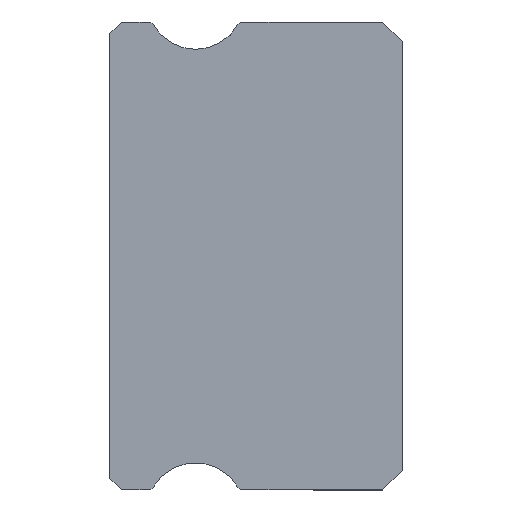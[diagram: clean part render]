
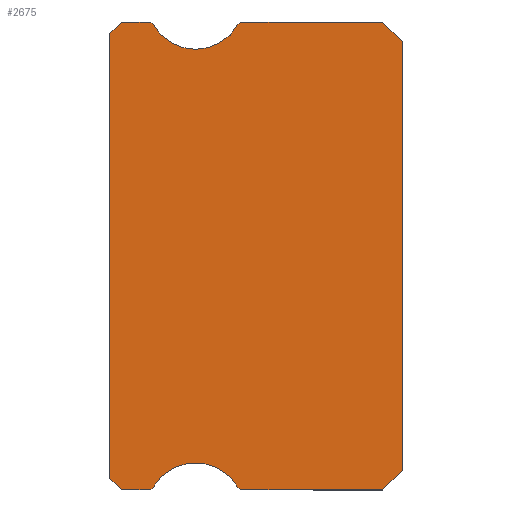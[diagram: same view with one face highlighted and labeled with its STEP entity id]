
A CAD part, left-side view. The second image highlights one B-rep face of the part: STEP entity #2675.
In plain terms, the highlighted planar face has unit normal (-1, 0, 0).
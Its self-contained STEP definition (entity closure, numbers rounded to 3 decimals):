
#42 = CARTESIAN_POINT ( 'NONE',  ( -10., 6.383, 5.925 ) ) ;
#77 = CARTESIAN_POINT ( 'NONE',  ( -10., 7.2, -6. ) ) ;
#84 = ORIENTED_EDGE ( 'NONE', *, *, #96, .F. ) ;
#89 = VERTEX_POINT ( 'NONE', #4904 ) ;
#96 = EDGE_CURVE ( 'NONE', #1424, #2288, #5968, .T. ) ;
#199 = VECTOR ( 'NONE', #1954, 1000. ) ;
#216 = DIRECTION ( 'NONE',  ( 0., 0., -1. ) ) ;
#252 = VERTEX_POINT ( 'NONE', #5039 ) ;
#262 = AXIS2_PLACEMENT_3D ( 'NONE', #1966, #1440, #216 ) ;
#294 = CARTESIAN_POINT ( 'NONE',  ( -10., 4.088, 5.85 ) ) ;
#431 = ORIENTED_EDGE ( 'NONE', *, *, #1273, .T. ) ;
#475 = EDGE_CURVE ( 'NONE', #2303, #479, #6367, .T. ) ;
#479 = VERTEX_POINT ( 'NONE', #1684 ) ;
#593 = EDGE_CURVE ( 'NONE', #89, #2303, #2405, .T. ) ;
#660 = CARTESIAN_POINT ( 'NONE',  ( -10., 6.512, -6. ) ) ;
#695 = DIRECTION ( 'NONE',  ( 0., -0.707, -0.707 ) ) ;
#700 = ORIENTED_EDGE ( 'NONE', *, *, #4847, .F. ) ;
#779 = CARTESIAN_POINT ( 'NONE',  ( -10., 7.2, -6. ) ) ;
#838 = CARTESIAN_POINT ( 'NONE',  ( -10., 7.2, 6. ) ) ;
#851 = LINE ( 'NONE', #2988, #1460 ) ;
#964 = LINE ( 'NONE', #2989, #199 ) ;
#965 = LINE ( 'NONE', #3102, #4494 ) ;
#1025 = LINE ( 'NONE', #6350, #4913 ) ;
#1076 = CARTESIAN_POINT ( 'NONE',  ( -10., 6.512, 6. ) ) ;
#1186 = EDGE_CURVE ( 'NONE', #5764, #479, #5482, .T. ) ;
#1273 = EDGE_CURVE ( 'NONE', #4231, #5764, #6693, .T. ) ;
#1321 = DIRECTION ( 'NONE',  ( -1., 0., 0. ) ) ;
#1328 = DIRECTION ( 'NONE',  ( 1., 0., 0. ) ) ;
#1395 = CIRCLE ( 'NONE', #6797, 1.25 ) ;
#1424 = VERTEX_POINT ( 'NONE', #2976 ) ;
#1440 = DIRECTION ( 'NONE',  ( -1., 0., 0. ) ) ;
#1453 = CARTESIAN_POINT ( 'NONE',  ( -10., 5.3, 5.3 ) ) ;
#1460 = VECTOR ( 'NONE', #6326, 1000. ) ;
#1481 = CIRCLE ( 'NONE', #4047, 0.15 ) ;
#1489 = DIRECTION ( 'NONE',  ( 0., 0., -1. ) ) ;
#1490 = VERTEX_POINT ( 'NONE', #2108 ) ;
#1549 = CARTESIAN_POINT ( 'NONE',  ( -10., 7.5, -5.7 ) ) ;
#1684 = CARTESIAN_POINT ( 'NONE',  ( -10., 6.512, -6. ) ) ;
#1749 = CARTESIAN_POINT ( 'NONE',  ( -10., 6.512, -5.85 ) ) ;
#1826 = CARTESIAN_POINT ( 'NONE',  ( -10., 7.2, 6. ) ) ;
#1843 = VERTEX_POINT ( 'NONE', #6017 ) ;
#1954 = DIRECTION ( 'NONE',  ( 0., 0., 1. ) ) ;
#1966 = CARTESIAN_POINT ( 'NONE',  ( -10., 5.3, -6.55 ) ) ;
#2006 = DIRECTION ( 'NONE',  ( -1., 0., 0. ) ) ;
#2022 = EDGE_CURVE ( 'NONE', #2811, #3645, #2522, .T. ) ;
#2108 = CARTESIAN_POINT ( 'NONE',  ( -10., 4.088, 6. ) ) ;
#2221 = EDGE_CURVE ( 'NONE', #1843, #252, #851, .T. ) ;
#2276 = EDGE_CURVE ( 'NONE', #2407, #5641, #3243, .T. ) ;
#2288 = VERTEX_POINT ( 'NONE', #4153 ) ;
#2303 = VERTEX_POINT ( 'NONE', #4720 ) ;
#2387 = ORIENTED_EDGE ( 'NONE', *, *, #5540, .T. ) ;
#2405 = CIRCLE ( 'NONE', #262, 1.25 ) ;
#2407 = VERTEX_POINT ( 'NONE', #42 ) ;
#2461 = EDGE_LOOP ( 'NONE', ( #2387, #4742, #431, #3765, #4874, #6834, #2664, #84, #6625, #6036, #4658, #6029, #700, #3454, #6193, #5052, #5772 ) ) ;
#2491 = VERTEX_POINT ( 'NONE', #4107 ) ;
#2518 = PLANE ( 'NONE',  #3015 ) ;
#2522 = LINE ( 'NONE', #838, #4907 ) ;
#2593 = CIRCLE ( 'NONE', #5631, 0.15 ) ;
#2664 = ORIENTED_EDGE ( 'NONE', *, *, #4427, .F. ) ;
#2675 = ADVANCED_FACE ( 'NONE', ( #4813 ), #2518, .F. ) ;
#2688 = DIRECTION ( 'NONE',  ( 1., 0., 0. ) ) ;
#2762 = EDGE_CURVE ( 'NONE', #2811, #2407, #5049, .T. ) ;
#2789 = DIRECTION ( 'NONE',  ( 0., 0., -1. ) ) ;
#2811 = VERTEX_POINT ( 'NONE', #1076 ) ;
#2821 = DIRECTION ( 'NONE',  ( 0., 0., -1. ) ) ;
#2976 = CARTESIAN_POINT ( 'NONE',  ( -10., 0.5, -6. ) ) ;
#2988 = CARTESIAN_POINT ( 'NONE',  ( -10., 0., 5.5 ) ) ;
#2989 = CARTESIAN_POINT ( 'NONE',  ( -10., 7.5, 5.85 ) ) ;
#3015 = AXIS2_PLACEMENT_3D ( 'NONE', #3074, #3048, #1489 ) ;
#3048 = DIRECTION ( 'NONE',  ( 1., 0., 0. ) ) ;
#3074 = CARTESIAN_POINT ( 'NONE',  ( -10., 6.512, 5.85 ) ) ;
#3075 = VERTEX_POINT ( 'NONE', #5863 ) ;
#3102 = CARTESIAN_POINT ( 'NONE',  ( -10., 0.5, 6. ) ) ;
#3243 = CIRCLE ( 'NONE', #6620, 1.25 ) ;
#3290 = CARTESIAN_POINT ( 'NONE',  ( -10., 6.512, -6. ) ) ;
#3296 = CARTESIAN_POINT ( 'NONE',  ( -10., 6.512, 5.85 ) ) ;
#3321 = VECTOR ( 'NONE', #4512, 1000. ) ;
#3389 = LINE ( 'NONE', #4559, #4282 ) ;
#3419 = DIRECTION ( 'NONE',  ( 0., 0., -1. ) ) ;
#3454 = ORIENTED_EDGE ( 'NONE', *, *, #6941, .F. ) ;
#3645 = VERTEX_POINT ( 'NONE', #1826 ) ;
#3765 = ORIENTED_EDGE ( 'NONE', *, *, #1186, .T. ) ;
#3876 = EDGE_CURVE ( 'NONE', #1490, #3075, #1025, .T. ) ;
#3984 = AXIS2_PLACEMENT_3D ( 'NONE', #1749, #5411, #2789 ) ;
#4047 = AXIS2_PLACEMENT_3D ( 'NONE', #294, #1328, #5164 ) ;
#4107 = CARTESIAN_POINT ( 'NONE',  ( -10., 4.217, 5.925 ) ) ;
#4153 = CARTESIAN_POINT ( 'NONE',  ( -10., 4.088, -6. ) ) ;
#4231 = VERTEX_POINT ( 'NONE', #1549 ) ;
#4282 = VECTOR ( 'NONE', #6597, 1000. ) ;
#4380 = EDGE_CURVE ( 'NONE', #1843, #1424, #3389, .T. ) ;
#4427 = EDGE_CURVE ( 'NONE', #2288, #89, #2593, .T. ) ;
#4462 = CARTESIAN_POINT ( 'NONE',  ( -10., 5.3, 6.55 ) ) ;
#4494 = VECTOR ( 'NONE', #6890, 1000. ) ;
#4512 = DIRECTION ( 'NONE',  ( 0., -1., 0. ) ) ;
#4559 = CARTESIAN_POINT ( 'NONE',  ( -10., 0., -5.5 ) ) ;
#4647 = EDGE_CURVE ( 'NONE', #3075, #252, #965, .T. ) ;
#4658 = ORIENTED_EDGE ( 'NONE', *, *, #4647, .F. ) ;
#4720 = CARTESIAN_POINT ( 'NONE',  ( -10., 6.383, -5.925 ) ) ;
#4742 = ORIENTED_EDGE ( 'NONE', *, *, #5537, .F. ) ;
#4813 = FACE_OUTER_BOUND ( 'NONE', #2461, .T. ) ;
#4847 = EDGE_CURVE ( 'NONE', #2491, #1490, #1481, .T. ) ;
#4874 = ORIENTED_EDGE ( 'NONE', *, *, #475, .F. ) ;
#4904 = CARTESIAN_POINT ( 'NONE',  ( -10., 4.217, -5.925 ) ) ;
#4907 = VECTOR ( 'NONE', #6727, 1000. ) ;
#4913 = VECTOR ( 'NONE', #5278, 1000. ) ;
#4933 = CARTESIAN_POINT ( 'NONE',  ( -10., 4.088, -5.85 ) ) ;
#5039 = CARTESIAN_POINT ( 'NONE',  ( -10., 0., 5.5 ) ) ;
#5049 = CIRCLE ( 'NONE', #6749, 0.15 ) ;
#5052 = ORIENTED_EDGE ( 'NONE', *, *, #2762, .F. ) ;
#5066 = CARTESIAN_POINT ( 'NONE',  ( -10., 7.5, 5.7 ) ) ;
#5164 = DIRECTION ( 'NONE',  ( 0., 0., -1. ) ) ;
#5184 = CARTESIAN_POINT ( 'NONE',  ( -10., 7.5, 5.7 ) ) ;
#5204 = DIRECTION ( 'NONE',  ( 0., 0., -1. ) ) ;
#5250 = VECTOR ( 'NONE', #6374, 1000. ) ;
#5278 = DIRECTION ( 'NONE',  ( 0., -1., 0. ) ) ;
#5411 = DIRECTION ( 'NONE',  ( 1., 0., 0. ) ) ;
#5482 = LINE ( 'NONE', #660, #3321 ) ;
#5537 = EDGE_CURVE ( 'NONE', #4231, #6578, #964, .T. ) ;
#5540 = EDGE_CURVE ( 'NONE', #3645, #6578, #5714, .T. ) ;
#5631 = AXIS2_PLACEMENT_3D ( 'NONE', #4933, #6061, #3419 ) ;
#5641 = VERTEX_POINT ( 'NONE', #1453 ) ;
#5714 = LINE ( 'NONE', #5184, #6985 ) ;
#5764 = VERTEX_POINT ( 'NONE', #779 ) ;
#5772 = ORIENTED_EDGE ( 'NONE', *, *, #2022, .T. ) ;
#5863 = CARTESIAN_POINT ( 'NONE',  ( -10., 0.5, 6. ) ) ;
#5912 = CARTESIAN_POINT ( 'NONE',  ( -10., 5.3, 6.55 ) ) ;
#5956 = DIRECTION ( 'NONE',  ( 0., 0.707, -0.707 ) ) ;
#5968 = LINE ( 'NONE', #3290, #5250 ) ;
#6017 = CARTESIAN_POINT ( 'NONE',  ( -10., 0., -5.5 ) ) ;
#6029 = ORIENTED_EDGE ( 'NONE', *, *, #3876, .F. ) ;
#6036 = ORIENTED_EDGE ( 'NONE', *, *, #2221, .T. ) ;
#6061 = DIRECTION ( 'NONE',  ( 1., 0., 0. ) ) ;
#6193 = ORIENTED_EDGE ( 'NONE', *, *, #2276, .F. ) ;
#6326 = DIRECTION ( 'NONE',  ( 0., 0., 1. ) ) ;
#6350 = CARTESIAN_POINT ( 'NONE',  ( -10., 6.512, 6. ) ) ;
#6367 = CIRCLE ( 'NONE', #3984, 0.15 ) ;
#6374 = DIRECTION ( 'NONE',  ( 0., 1., 0. ) ) ;
#6481 = VECTOR ( 'NONE', #695, 1000. ) ;
#6578 = VERTEX_POINT ( 'NONE', #5066 ) ;
#6597 = DIRECTION ( 'NONE',  ( 0., 0.707, -0.707 ) ) ;
#6620 = AXIS2_PLACEMENT_3D ( 'NONE', #5912, #2006, #5204 ) ;
#6625 = ORIENTED_EDGE ( 'NONE', *, *, #4380, .F. ) ;
#6652 = DIRECTION ( 'NONE',  ( 0., 0., -1. ) ) ;
#6693 = LINE ( 'NONE', #77, #6481 ) ;
#6727 = DIRECTION ( 'NONE',  ( 0., 1., 0. ) ) ;
#6749 = AXIS2_PLACEMENT_3D ( 'NONE', #3296, #2688, #2821 ) ;
#6797 = AXIS2_PLACEMENT_3D ( 'NONE', #4462, #1321, #6652 ) ;
#6834 = ORIENTED_EDGE ( 'NONE', *, *, #593, .F. ) ;
#6890 = DIRECTION ( 'NONE',  ( 0., -0.707, -0.707 ) ) ;
#6941 = EDGE_CURVE ( 'NONE', #5641, #2491, #1395, .T. ) ;
#6985 = VECTOR ( 'NONE', #5956, 1000. ) ;
